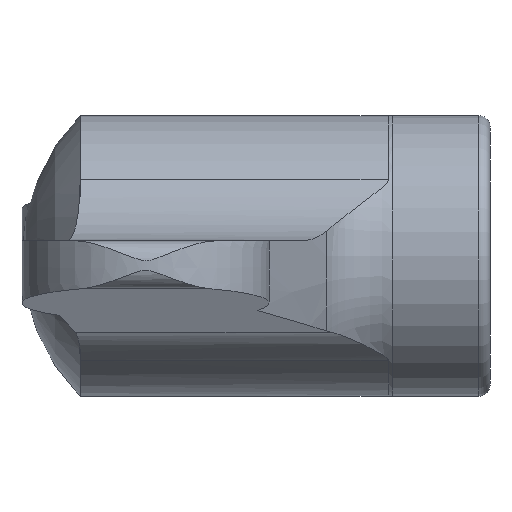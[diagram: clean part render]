
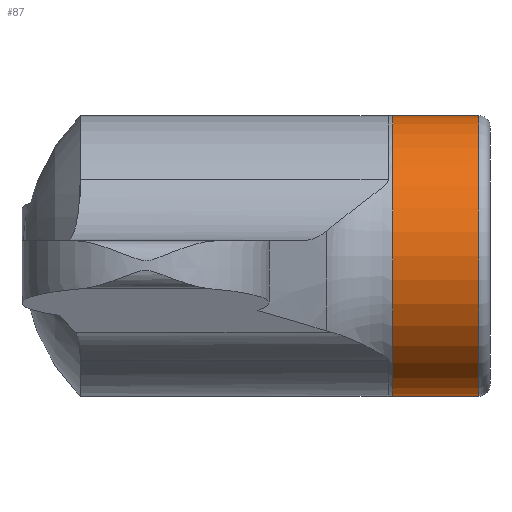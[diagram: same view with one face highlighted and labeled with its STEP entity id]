
A CAD part, left-side view. The second image highlights one B-rep face of the part: STEP entity #87.
In plain terms, the highlighted cylindrical face has radius 10.5 mm (diameter 21 mm), a full revolution.
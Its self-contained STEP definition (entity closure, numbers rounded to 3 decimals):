
#87 = ADVANCED_FACE( '', ( #182, #183 ), #184, .T. );
#182 = FACE_OUTER_BOUND( '', #279, .T. );
#183 = FACE_OUTER_BOUND( '', #280, .T. );
#184 = CYLINDRICAL_SURFACE( '', #281, 10.5 );
#279 = EDGE_LOOP( '', ( #459 ) );
#280 = EDGE_LOOP( '', ( #460 ) );
#281 = AXIS2_PLACEMENT_3D( '', #461, #462, #463 );
#459 = ORIENTED_EDGE( '', *, *, #577, .F. );
#460 = ORIENTED_EDGE( '', *, *, #612, .T. );
#461 = CARTESIAN_POINT( '', ( 0., 0., 0. ) );
#462 = DIRECTION( '', ( 0., 1., 0. ) );
#463 = DIRECTION( '', ( 0., 0., -1. ) );
#577 = EDGE_CURVE( '', #693, #693, #694, .T. );
#612 = EDGE_CURVE( '', #740, #740, #741, .T. );
#693 = VERTEX_POINT( '', #1135 );
#694 = CIRCLE( '', #1136, 10.5 );
#740 = VERTEX_POINT( '', #1293 );
#741 = CIRCLE( '', #1294, 10.5 );
#1135 = CARTESIAN_POINT( '', ( 0., 0.825, -10.5 ) );
#1136 = AXIS2_PLACEMENT_3D( '', #1382, #1383, #1384 );
#1293 = CARTESIAN_POINT( '', ( 0., 7.29, -10.5 ) );
#1294 = AXIS2_PLACEMENT_3D( '', #1406, #1407, #1408 );
#1382 = CARTESIAN_POINT( '', ( 0., 0.825, 0. ) );
#1383 = DIRECTION( '', ( 0., -1., 0. ) );
#1384 = DIRECTION( '', ( 0., 0., -1. ) );
#1406 = CARTESIAN_POINT( '', ( 0., 7.29, 0. ) );
#1407 = DIRECTION( '', ( 0., -1., 0. ) );
#1408 = DIRECTION( '', ( 0., 0., -1. ) );
